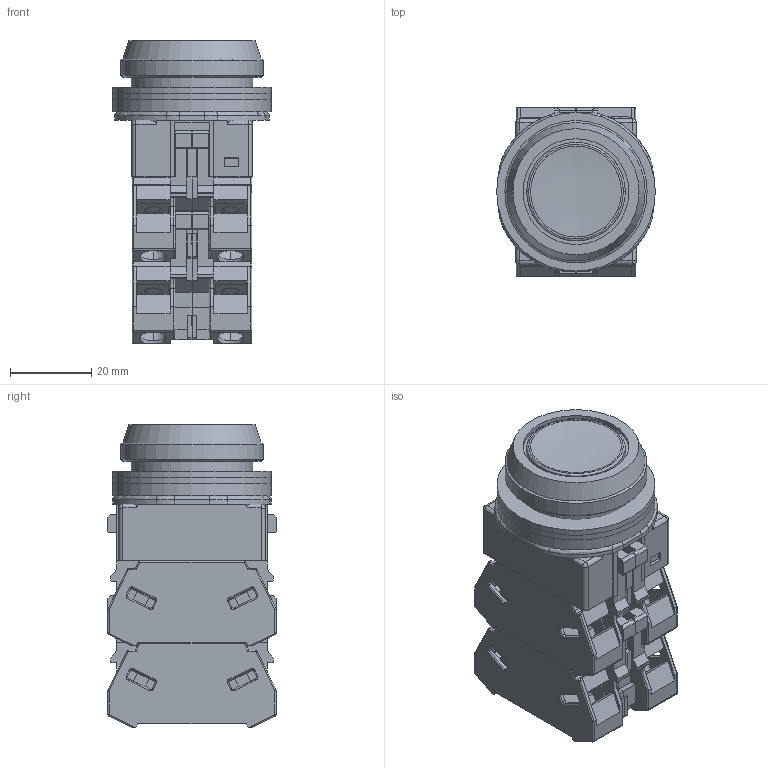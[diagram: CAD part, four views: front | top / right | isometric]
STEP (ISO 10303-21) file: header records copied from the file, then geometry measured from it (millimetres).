
FILE_DESCRIPTION (( 'STEP AP214' ), '1' );
FILE_NAME ('A[B][O]N1xx$.STEP', '2021-01-06T04:26:11', ( '' ), ( '' ), 'SwSTEP 2.0', 'SolidWorks 2019', '' );
FILE_SCHEMA (( 'AUTOMOTIVE_DESIGN' ));
Length unit declared in the file: millimetre
Products named in the file (6): OW-12; HW-Uxx(R); OW-11; A[B][O]N1xx$; A[B][O]N1_BODY; OG-11
Assembly tree (9 placements, depth 2):
  A[B][O]N1xx$
    A[B][O]N1_BODY
    OW-12
    OW-11  x2
    OG-11
    HW-Uxx(R)  x4
Bounding box: 39 x 41.4 x 74.4 mm (x, y, z)
Volume: 72069.6 mm3; surface area: 33070.4 mm2
Topology: 10 solids, 10 shells, 1176 faces, 3191 edges, 2042 vertices
Faces by surface type: plane 738, cylinder 291, bspline 118, cone 12, torus 12, sphere 5
Full cylindrical faces by diameter (mm): 3.5 x8, 26 x1, 29.5 x3, 30 x2, 31 x1, 35 x1, 39 x3
Entity records: 14068 total; most frequent: CARTESIAN_POINT 3872, ORIENTED_EDGE 2116, DIRECTION 1957, EDGE_CURVE 1058, LINE 765, VECTOR 765, VERTEX_POINT 695, AXIS2_PLACEMENT_3D 596
